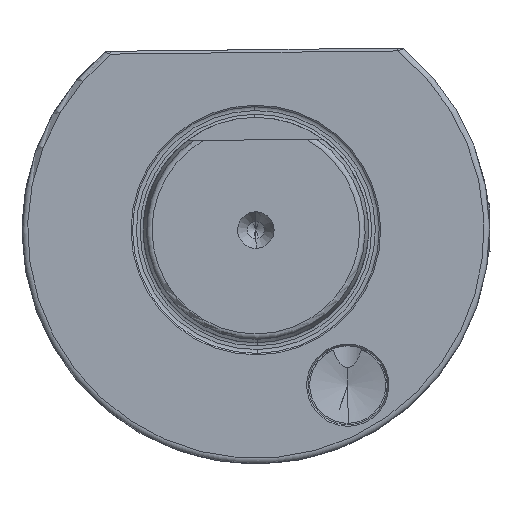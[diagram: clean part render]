
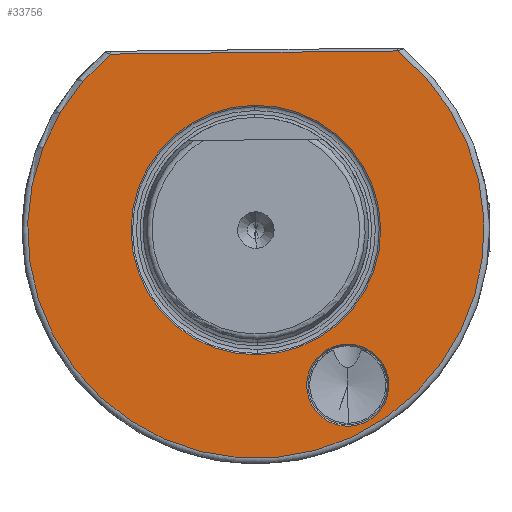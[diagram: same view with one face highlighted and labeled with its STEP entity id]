
A CAD part, front view. The second image highlights one B-rep face of the part: STEP entity #33756.
In plain terms, the highlighted planar face has unit normal (0, -1, 0).
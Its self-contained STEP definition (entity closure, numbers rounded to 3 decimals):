
#220 = CARTESIAN_POINT ( 'NONE',  ( 0., 63., 22.15 ) ) ;
#701 = AXIS2_PLACEMENT_3D ( 'NONE', #5804, #25816, #8679 ) ;
#2088 = VERTEX_POINT ( 'NONE', #31933 ) ;
#2109 = CIRCLE ( 'NONE', #32872, 40.5 ) ;
#2395 = CIRCLE ( 'NONE', #5074, 22.15 ) ;
#3782 = CARTESIAN_POINT ( 'NONE',  ( 0., 63., -22.15 ) ) ;
#4117 = CARTESIAN_POINT ( 'NONE',  ( 0., 63., 0. ) ) ;
#4470 = CARTESIAN_POINT ( 'NONE',  ( 0., 63., 0. ) ) ;
#4800 = FACE_BOUND ( 'NONE', #5569, .T. ) ;
#4955 = EDGE_LOOP ( 'NONE', ( #17911, #10303 ) ) ;
#5074 = AXIS2_PLACEMENT_3D ( 'NONE', #4470, #24483, #7349 ) ;
#5569 = EDGE_LOOP ( 'NONE', ( #24212, #7199 ) ) ;
#5804 = CARTESIAN_POINT ( 'NONE',  ( -16., 63., 27.713 ) ) ;
#5851 = VERTEX_POINT ( 'NONE', #220 ) ;
#6191 = VERTEX_POINT ( 'NONE', #29326 ) ;
#6998 = DIRECTION ( 'NONE',  ( 0., 0., -1. ) ) ;
#7199 = ORIENTED_EDGE ( 'NONE', *, *, #25169, .F. ) ;
#7349 = DIRECTION ( 'NONE',  ( 0., 0., -1. ) ) ;
#8679 = DIRECTION ( 'NONE',  ( 0., 0., -1. ) ) ;
#9348 = CARTESIAN_POINT ( 'NONE',  ( -16., 63., 27.713 ) ) ;
#10303 = ORIENTED_EDGE ( 'NONE', *, *, #19008, .T. ) ;
#11058 = CARTESIAN_POINT ( 'NONE',  ( 22.15, 63., 0. ) ) ;
#11203 = ORIENTED_EDGE ( 'NONE', *, *, #33892, .T. ) ;
#11786 = CARTESIAN_POINT ( 'NONE',  ( 0., 63., 0. ) ) ;
#11961 = CARTESIAN_POINT ( 'NONE',  ( 25.456, 63., -31.5 ) ) ;
#12137 = EDGE_CURVE ( 'NONE', #36268, #5851, #2395, .T. ) ;
#12223 = DIRECTION ( 'NONE',  ( 0., 0., -1. ) ) ;
#12413 = FACE_BOUND ( 'NONE', #4955, .T. ) ;
#12986 = CARTESIAN_POINT ( 'NONE',  ( -16., 63., 20.424 ) ) ;
#13929 = VERTEX_POINT ( 'NONE', #12986 ) ;
#13938 = DIRECTION ( 'NONE',  ( 0., -1., 0. ) ) ;
#14687 = DIRECTION ( 'NONE',  ( 0., 0., -1. ) ) ;
#16430 = VECTOR ( 'NONE', #23177, 1000. ) ;
#17543 = AXIS2_PLACEMENT_3D ( 'NONE', #11058, #13938, #33901 ) ;
#17911 = ORIENTED_EDGE ( 'NONE', *, *, #19861, .T. ) ;
#18432 = AXIS2_PLACEMENT_3D ( 'NONE', #9348, #29352, #12223 ) ;
#19008 = EDGE_CURVE ( 'NONE', #6191, #13929, #27598, .T. ) ;
#19861 = EDGE_CURVE ( 'NONE', #13929, #6191, #35148, .T. ) ;
#20600 = ORIENTED_EDGE ( 'NONE', *, *, #33889, .T. ) ;
#23177 = DIRECTION ( 'NONE',  ( 1., 0., 0. ) ) ;
#23809 = CIRCLE ( 'NONE', #29338, 22.15 ) ;
#23884 = VERTEX_POINT ( 'NONE', #11961 ) ;
#24131 = DIRECTION ( 'NONE',  ( 0., -1., 0. ) ) ;
#24212 = ORIENTED_EDGE ( 'NONE', *, *, #12137, .F. ) ;
#24483 = DIRECTION ( 'NONE',  ( 0., -1., 0. ) ) ;
#25169 = EDGE_CURVE ( 'NONE', #5851, #36268, #23809, .T. ) ;
#25816 = DIRECTION ( 'NONE',  ( 0., 1., 0. ) ) ;
#27538 = PLANE ( 'NONE',  #17543 ) ;
#27598 = CIRCLE ( 'NONE', #701, 7.289 ) ;
#27605 = FACE_OUTER_BOUND ( 'NONE', #31411, .T. ) ;
#28921 = CARTESIAN_POINT ( 'NONE',  ( 24.824, 63., -31.5 ) ) ;
#29326 = CARTESIAN_POINT ( 'NONE',  ( -16., 63., 35.001 ) ) ;
#29338 = AXIS2_PLACEMENT_3D ( 'NONE', #4117, #24131, #6998 ) ;
#29352 = DIRECTION ( 'NONE',  ( 0., 1., 0. ) ) ;
#31411 = EDGE_LOOP ( 'NONE', ( #20600, #11203 ) ) ;
#31607 = LINE ( 'NONE', #28921, #16430 ) ;
#31773 = DIRECTION ( 'NONE',  ( 0., -1., 0. ) ) ;
#31933 = CARTESIAN_POINT ( 'NONE',  ( -25.453, 63., -31.502 ) ) ;
#32872 = AXIS2_PLACEMENT_3D ( 'NONE', #11786, #31773, #14687 ) ;
#33756 = ADVANCED_FACE ( 'NONE', ( #4800, #27605, #12413 ), #27538, .T. ) ;
#33889 = EDGE_CURVE ( 'NONE', #23884, #2088, #2109, .T. ) ;
#33892 = EDGE_CURVE ( 'NONE', #2088, #23884, #31607, .T. ) ;
#33901 = DIRECTION ( 'NONE',  ( 0., 0., -1. ) ) ;
#35148 = CIRCLE ( 'NONE', #18432, 7.289 ) ;
#36268 = VERTEX_POINT ( 'NONE', #3782 ) ;
